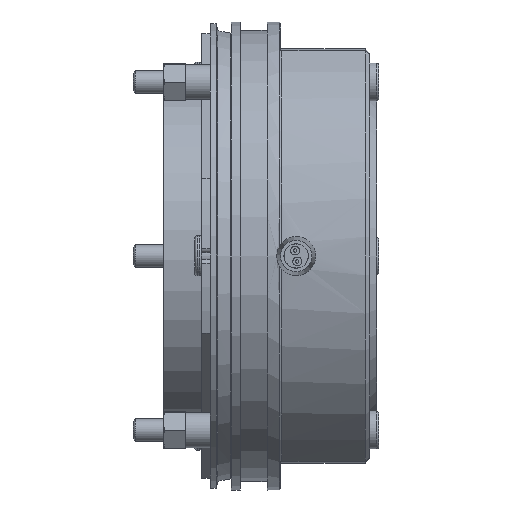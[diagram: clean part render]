
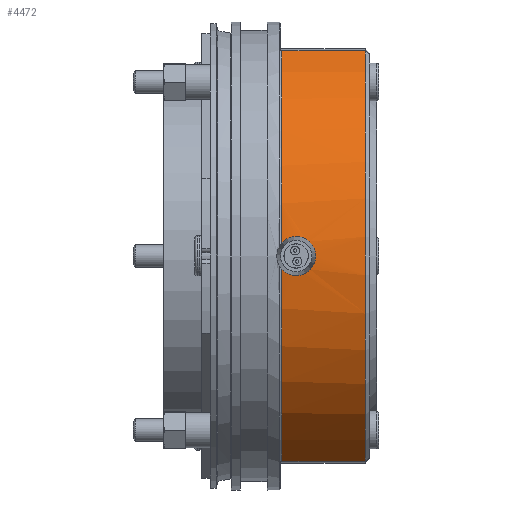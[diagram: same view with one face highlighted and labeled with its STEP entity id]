
A CAD part, front view. The second image highlights one B-rep face of the part: STEP entity #4472.
In plain terms, the highlighted cylindrical face has radius 51.8 mm (diameter 103.6 mm), a partial arc.
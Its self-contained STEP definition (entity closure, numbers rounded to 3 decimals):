
#71=B_SPLINE_CURVE_WITH_KNOTS('',3,(#7633,#7634,#7635,#7636,#7637,#7638,
#7639,#7640,#7641,#7642,#7643,#7644,#7645,#7646,#7647,#7648,#7649,#7650,
#7651,#7652,#7653,#7654,#7655,#7656,#7657,#7658,#7659,#7660,#7661,#7662,
#7663),.UNSPECIFIED.,.F.,.F.,(4,2,2,2,2,2,2,2,2,2,2,3,2,2,4),(-1.659,
-1.641,-1.477,-1.313,-1.149,
-0.985,-0.821,-0.657,-0.492,
-0.328,-0.164,0.,0.164,0.328,
0.346),.UNSPECIFIED.);
#323=LINE('',#7830,#531);
#324=LINE('',#7834,#532);
#531=VECTOR('',#6204,18.7);
#532=VECTOR('',#6207,18.7);
#1098=FACE_OUTER_BOUND('',#1528,.T.);
#1528=EDGE_LOOP('',(#3826,#3827,#3828,#3829,#3830,#3831));
#1902=CIRCLE('',#4995,51.8);
#1903=CIRCLE('',#4996,51.8);
#1904=CIRCLE('',#4997,51.8);
#2287=VERTEX_POINT('',#7631);
#2288=VERTEX_POINT('',#7632);
#2327=VERTEX_POINT('',#7827);
#2328=VERTEX_POINT('',#7829);
#2329=VERTEX_POINT('',#7831);
#2330=VERTEX_POINT('',#7833);
#2813=EDGE_CURVE('',#2287,#2288,#71,.T.);
#2862=EDGE_CURVE('',#2288,#2327,#1902,.T.);
#2863=EDGE_CURVE('',#2327,#2328,#323,.T.);
#2864=EDGE_CURVE('',#2329,#2328,#1903,.T.);
#2865=EDGE_CURVE('',#2329,#2330,#324,.T.);
#2866=EDGE_CURVE('',#2330,#2287,#1904,.T.);
#3826=ORIENTED_EDGE('',*,*,#2813,.T.);
#3827=ORIENTED_EDGE('',*,*,#2862,.T.);
#3828=ORIENTED_EDGE('',*,*,#2863,.T.);
#3829=ORIENTED_EDGE('',*,*,#2864,.F.);
#3830=ORIENTED_EDGE('',*,*,#2865,.T.);
#3831=ORIENTED_EDGE('',*,*,#2866,.T.);
#4211=CYLINDRICAL_SURFACE('',#4994,51.8);
#4472=ADVANCED_FACE('',(#1098),#4211,.T.);
#4994=AXIS2_PLACEMENT_3D('',#7826,#6200,#6201);
#4995=AXIS2_PLACEMENT_3D('',#7828,#6202,#6203);
#4996=AXIS2_PLACEMENT_3D('',#7832,#6205,#6206);
#4997=AXIS2_PLACEMENT_3D('',#7835,#6208,#6209);
#6200=DIRECTION('center_axis',(1.,0.,0.));
#6201=DIRECTION('ref_axis',(0.,1.,0.));
#6202=DIRECTION('center_axis',(1.,0.,0.));
#6203=DIRECTION('ref_axis',(0.,1.,0.));
#6204=DIRECTION('',(1.,0.,0.));
#6205=DIRECTION('center_axis',(1.,0.,0.));
#6206=DIRECTION('ref_axis',(0.,1.,0.));
#6207=DIRECTION('',(-1.,0.,0.));
#6208=DIRECTION('center_axis',(1.,0.,0.));
#6209=DIRECTION('ref_axis',(0.,1.,0.));
#7631=CARTESIAN_POINT('',(-5.15,-51.716,2.954));
#7632=CARTESIAN_POINT('',(-5.15,-51.716,-2.954));
#7633=CARTESIAN_POINT('Ctrl Pts',(-5.15,-51.716,2.954));
#7634=CARTESIAN_POINT('Ctrl Pts',(-5.11,-51.713,2.997));
#7635=CARTESIAN_POINT('Ctrl Pts',(-5.07,-51.711,3.039));
#7636=CARTESIAN_POINT('Ctrl Pts',(-4.643,-51.685,3.467));
#7637=CARTESIAN_POINT('Ctrl Pts',(-4.153,-51.661,3.803));
#7638=CARTESIAN_POINT('Ctrl Pts',(-3.081,-51.626,4.248));
#7639=CARTESIAN_POINT('Ctrl Pts',(-2.497,-51.616,4.358));
#7640=CARTESIAN_POINT('Ctrl Pts',(-1.403,-51.616,4.358));
#7641=CARTESIAN_POINT('Ctrl Pts',(-0.819,-51.626,
4.248));
#7642=CARTESIAN_POINT('Ctrl Pts',(0.253,-51.661,3.803));
#7643=CARTESIAN_POINT('Ctrl Pts',(0.743,-51.685,3.467));
#7644=CARTESIAN_POINT('Ctrl Pts',(1.515,-51.731,2.693));
#7645=CARTESIAN_POINT('Ctrl Pts',(1.849,-51.756,2.204));
#7646=CARTESIAN_POINT('Ctrl Pts',(2.293,-51.79,1.13));
#7647=CARTESIAN_POINT('Ctrl Pts',(2.402,-51.8,0.547));
#7648=CARTESIAN_POINT('Ctrl Pts',(2.402,-51.8,-0.547));
#7649=CARTESIAN_POINT('Ctrl Pts',(2.293,-51.79,-1.13));
#7650=CARTESIAN_POINT('Ctrl Pts',(1.849,-51.756,-2.204));
#7651=CARTESIAN_POINT('Ctrl Pts',(1.515,-51.731,-2.693));
#7652=CARTESIAN_POINT('Ctrl Pts',(0.743,-51.685,-3.467));
#7653=CARTESIAN_POINT('Ctrl Pts',(0.253,-51.661,-3.803));
#7654=CARTESIAN_POINT('Ctrl Pts',(-0.819,-51.626,
-4.248));
#7655=CARTESIAN_POINT('Ctrl Pts',(-1.403,-51.616,-4.358));
#7656=CARTESIAN_POINT('Ctrl Pts',(-1.95,-51.616,-4.358));
#7657=CARTESIAN_POINT('Ctrl Pts',(-2.497,-51.616,-4.358));
#7658=CARTESIAN_POINT('Ctrl Pts',(-3.081,-51.626,-4.248));
#7659=CARTESIAN_POINT('Ctrl Pts',(-4.154,-51.661,-3.803));
#7660=CARTESIAN_POINT('Ctrl Pts',(-4.643,-51.685,-3.467));
#7661=CARTESIAN_POINT('Ctrl Pts',(-5.07,-51.711,-3.039));
#7662=CARTESIAN_POINT('Ctrl Pts',(-5.11,-51.713,-2.997));
#7663=CARTESIAN_POINT('Ctrl Pts',(-5.15,-51.716,-2.954));
#7826=CARTESIAN_POINT('Origin',(4.2,0.,
0.));
#7827=CARTESIAN_POINT('',(-5.15,-23.952,-45.93));
#7828=CARTESIAN_POINT('Origin',(-5.15,0.,
0.));
#7829=CARTESIAN_POINT('',(13.55,-23.952,-45.93));
#7830=CARTESIAN_POINT('',(16.05,-23.952,-45.93));
#7831=CARTESIAN_POINT('',(13.55,-23.952,45.93));
#7832=CARTESIAN_POINT('Origin',(13.55,0.,0.));
#7833=CARTESIAN_POINT('',(-5.15,-23.952,45.93));
#7834=CARTESIAN_POINT('',(16.05,-23.952,45.93));
#7835=CARTESIAN_POINT('Origin',(-5.15,0.,
0.));
